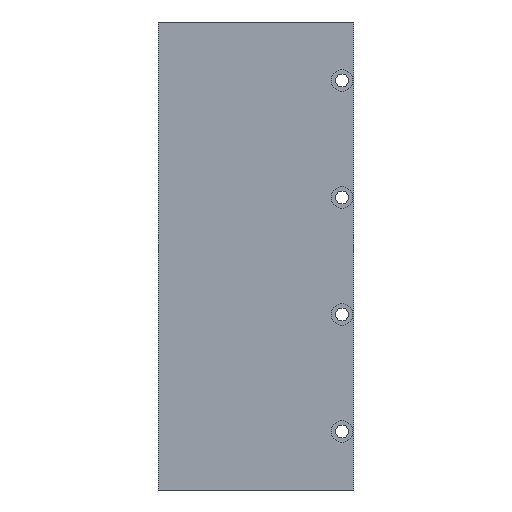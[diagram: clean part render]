
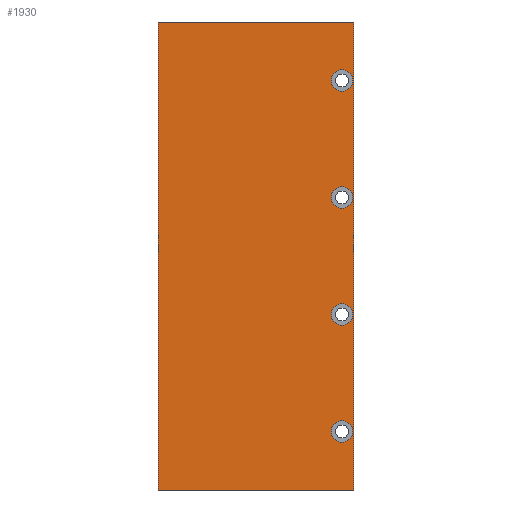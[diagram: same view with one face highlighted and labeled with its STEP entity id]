
A CAD part, left-side view. The second image highlights one B-rep face of the part: STEP entity #1930.
In plain terms, the highlighted planar face has unit normal (-1, 0, 0).
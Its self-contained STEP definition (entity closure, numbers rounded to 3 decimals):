
#68 = LINE ( 'NONE', #3811, #3836 ) ;
#155 = CIRCLE ( 'NONE', #2425, 5.5 ) ;
#159 = CARTESIAN_POINT ( 'NONE',  ( -24., 100.2, -240. ) ) ;
#231 = FACE_OUTER_BOUND ( 'NONE', #2279, .T. ) ;
#319 = EDGE_CURVE ( 'NONE', #396, #3821, #3431, .T. ) ;
#345 = AXIS2_PLACEMENT_3D ( 'NONE', #1840, #1762, #3254 ) ;
#351 = CARTESIAN_POINT ( 'NONE',  ( -24., 6., -95.5 ) ) ;
#369 = DIRECTION ( 'NONE',  ( 0., -1., 0. ) ) ;
#396 = VERTEX_POINT ( 'NONE', #351 ) ;
#438 = ORIENTED_EDGE ( 'NONE', *, *, #3151, .F. ) ;
#454 = AXIS2_PLACEMENT_3D ( 'NONE', #1402, #1327, #2618 ) ;
#495 = FACE_BOUND ( 'NONE', #3280, .T. ) ;
#508 = AXIS2_PLACEMENT_3D ( 'NONE', #915, #2790, #2250 ) ;
#515 = CARTESIAN_POINT ( 'NONE',  ( -24., 6., -215.5 ) ) ;
#599 = DIRECTION ( 'NONE',  ( 0., 0., 1. ) ) ;
#684 = DIRECTION ( 'NONE',  ( -1., 0., 0. ) ) ;
#685 = CARTESIAN_POINT ( 'NONE',  ( -24., 6., -144.5 ) ) ;
#705 = CARTESIAN_POINT ( 'NONE',  ( -24., 6., -210. ) ) ;
#734 = CARTESIAN_POINT ( 'NONE',  ( -24., 6., -150. ) ) ;
#745 = DIRECTION ( 'NONE',  ( 0., 0., 1. ) ) ;
#789 = CARTESIAN_POINT ( 'NONE',  ( -24., 0., -240. ) ) ;
#868 = ORIENTED_EDGE ( 'NONE', *, *, #1977, .F. ) ;
#914 = VECTOR ( 'NONE', #745, 1000. ) ;
#915 = CARTESIAN_POINT ( 'NONE',  ( -24., 6., -90. ) ) ;
#920 = DIRECTION ( 'NONE',  ( -1., 0., 0. ) ) ;
#946 = ORIENTED_EDGE ( 'NONE', *, *, #319, .F. ) ;
#954 = EDGE_CURVE ( 'NONE', #2686, #3600, #3261, .T. ) ;
#993 = CARTESIAN_POINT ( 'NONE',  ( -24., 0., 0. ) ) ;
#1054 = DIRECTION ( 'NONE',  ( 0., 0., 1. ) ) ;
#1098 = FACE_BOUND ( 'NONE', #2612, .T. ) ;
#1124 = LINE ( 'NONE', #2132, #2925 ) ;
#1159 = FACE_BOUND ( 'NONE', #3986, .T. ) ;
#1265 = ORIENTED_EDGE ( 'NONE', *, *, #3901, .F. ) ;
#1320 = ORIENTED_EDGE ( 'NONE', *, *, #2657, .F. ) ;
#1327 = DIRECTION ( 'NONE',  ( -1., 0., 0. ) ) ;
#1402 = CARTESIAN_POINT ( 'NONE',  ( -24., 6., -30. ) ) ;
#1410 = ORIENTED_EDGE ( 'NONE', *, *, #3973, .F. ) ;
#1419 = CIRCLE ( 'NONE', #2016, 5.5 ) ;
#1461 = EDGE_CURVE ( 'NONE', #3910, #1928, #2882, .T. ) ;
#1623 = VERTEX_POINT ( 'NONE', #2714 ) ;
#1636 = VERTEX_POINT ( 'NONE', #515 ) ;
#1638 = CIRCLE ( 'NONE', #345, 5.5 ) ;
#1731 = DIRECTION ( 'NONE',  ( -1., 0., 0. ) ) ;
#1762 = DIRECTION ( 'NONE',  ( -1., 0., 0. ) ) ;
#1804 = ORIENTED_EDGE ( 'NONE', *, *, #2780, .T. ) ;
#1812 = FACE_BOUND ( 'NONE', #2381, .T. ) ;
#1840 = CARTESIAN_POINT ( 'NONE',  ( -24., 6., -30. ) ) ;
#1895 = CIRCLE ( 'NONE', #3717, 5.5 ) ;
#1928 = VERTEX_POINT ( 'NONE', #2652 ) ;
#1930 = ADVANCED_FACE ( 'NONE', ( #495, #1812, #1159, #1098, #231 ), #2389, .T. ) ;
#1946 = DIRECTION ( 'NONE',  ( -1., 0., 0. ) ) ;
#1977 = EDGE_CURVE ( 'NONE', #3821, #396, #3894, .T. ) ;
#1986 = ORIENTED_EDGE ( 'NONE', *, *, #2804, .F. ) ;
#2016 = AXIS2_PLACEMENT_3D ( 'NONE', #3700, #920, #2174 ) ;
#2085 = DIRECTION ( 'NONE',  ( 0., 0., 1. ) ) ;
#2128 = CARTESIAN_POINT ( 'NONE',  ( -24., 6., -90. ) ) ;
#2132 = CARTESIAN_POINT ( 'NONE',  ( -24., 0., -240. ) ) ;
#2174 = DIRECTION ( 'NONE',  ( 0., 0., 1. ) ) ;
#2250 = DIRECTION ( 'NONE',  ( 0., 0., 1. ) ) ;
#2279 = EDGE_LOOP ( 'NONE', ( #2687, #3858, #1804, #3554 ) ) ;
#2287 = EDGE_CURVE ( 'NONE', #1928, #2321, #68, .T. ) ;
#2321 = VERTEX_POINT ( 'NONE', #993 ) ;
#2381 = EDGE_LOOP ( 'NONE', ( #3191, #1265 ) ) ;
#2389 = PLANE ( 'NONE',  #3073 ) ;
#2425 = AXIS2_PLACEMENT_3D ( 'NONE', #705, #1946, #2864 ) ;
#2612 = EDGE_LOOP ( 'NONE', ( #1986, #1410 ) ) ;
#2618 = DIRECTION ( 'NONE',  ( 0., 0., 1. ) ) ;
#2652 = CARTESIAN_POINT ( 'NONE',  ( -24., 100.2, 0. ) ) ;
#2657 = EDGE_CURVE ( 'NONE', #1636, #1623, #155, .T. ) ;
#2659 = CARTESIAN_POINT ( 'NONE',  ( -24., 6., -155.5 ) ) ;
#2677 = CARTESIAN_POINT ( 'NONE',  ( -24., 0., -240. ) ) ;
#2685 = LINE ( 'NONE', #789, #3398 ) ;
#2686 = VERTEX_POINT ( 'NONE', #685 ) ;
#2687 = ORIENTED_EDGE ( 'NONE', *, *, #2287, .F. ) ;
#2714 = CARTESIAN_POINT ( 'NONE',  ( -24., 6., -204.5 ) ) ;
#2780 = EDGE_CURVE ( 'NONE', #3910, #3728, #2685, .T. ) ;
#2790 = DIRECTION ( 'NONE',  ( -1., 0., 0. ) ) ;
#2804 = EDGE_CURVE ( 'NONE', #3330, #3862, #1638, .T. ) ;
#2864 = DIRECTION ( 'NONE',  ( 0., 0., 1. ) ) ;
#2882 = LINE ( 'NONE', #159, #914 ) ;
#2925 = VECTOR ( 'NONE', #599, 1000. ) ;
#3073 = AXIS2_PLACEMENT_3D ( 'NONE', #3873, #3602, #3659 ) ;
#3086 = CARTESIAN_POINT ( 'NONE',  ( -24., 6., -35.5 ) ) ;
#3134 = AXIS2_PLACEMENT_3D ( 'NONE', #2128, #1731, #2085 ) ;
#3151 = EDGE_CURVE ( 'NONE', #1623, #1636, #1895, .T. ) ;
#3191 = ORIENTED_EDGE ( 'NONE', *, *, #954, .F. ) ;
#3192 = DIRECTION ( 'NONE',  ( 0., 0., 1. ) ) ;
#3254 = DIRECTION ( 'NONE',  ( 0., 0., 1. ) ) ;
#3261 = CIRCLE ( 'NONE', #3889, 5.5 ) ;
#3280 = EDGE_LOOP ( 'NONE', ( #438, #1320 ) ) ;
#3330 = VERTEX_POINT ( 'NONE', #3610 ) ;
#3398 = VECTOR ( 'NONE', #3593, 1000. ) ;
#3424 = CARTESIAN_POINT ( 'NONE',  ( -24., 6., -84.5 ) ) ;
#3431 = CIRCLE ( 'NONE', #508, 5.5 ) ;
#3475 = CARTESIAN_POINT ( 'NONE',  ( -24., 6., -210. ) ) ;
#3507 = CIRCLE ( 'NONE', #454, 5.5 ) ;
#3554 = ORIENTED_EDGE ( 'NONE', *, *, #3782, .T. ) ;
#3555 = DIRECTION ( 'NONE',  ( -1., 0., 0. ) ) ;
#3593 = DIRECTION ( 'NONE',  ( 0., -1., 0. ) ) ;
#3600 = VERTEX_POINT ( 'NONE', #2659 ) ;
#3602 = DIRECTION ( 'NONE',  ( -1., 0., 0. ) ) ;
#3610 = CARTESIAN_POINT ( 'NONE',  ( -24., 6., -24.5 ) ) ;
#3659 = DIRECTION ( 'NONE',  ( 0., 0., 1. ) ) ;
#3700 = CARTESIAN_POINT ( 'NONE',  ( -24., 6., -150. ) ) ;
#3717 = AXIS2_PLACEMENT_3D ( 'NONE', #3475, #684, #3192 ) ;
#3728 = VERTEX_POINT ( 'NONE', #2677 ) ;
#3739 = CARTESIAN_POINT ( 'NONE',  ( -24., 100.2, -240. ) ) ;
#3782 = EDGE_CURVE ( 'NONE', #3728, #2321, #1124, .T. ) ;
#3811 = CARTESIAN_POINT ( 'NONE',  ( -24., 0., 0. ) ) ;
#3821 = VERTEX_POINT ( 'NONE', #3424 ) ;
#3836 = VECTOR ( 'NONE', #369, 1000. ) ;
#3858 = ORIENTED_EDGE ( 'NONE', *, *, #1461, .F. ) ;
#3862 = VERTEX_POINT ( 'NONE', #3086 ) ;
#3873 = CARTESIAN_POINT ( 'NONE',  ( -24., 0., -240. ) ) ;
#3889 = AXIS2_PLACEMENT_3D ( 'NONE', #734, #3555, #1054 ) ;
#3894 = CIRCLE ( 'NONE', #3134, 5.5 ) ;
#3901 = EDGE_CURVE ( 'NONE', #3600, #2686, #1419, .T. ) ;
#3910 = VERTEX_POINT ( 'NONE', #3739 ) ;
#3973 = EDGE_CURVE ( 'NONE', #3862, #3330, #3507, .T. ) ;
#3986 = EDGE_LOOP ( 'NONE', ( #868, #946 ) ) ;
